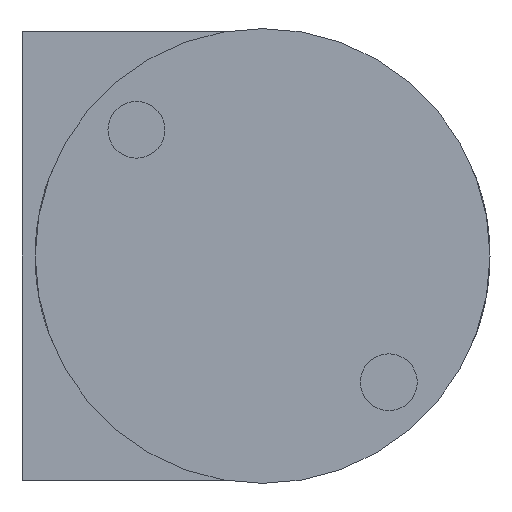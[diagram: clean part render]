
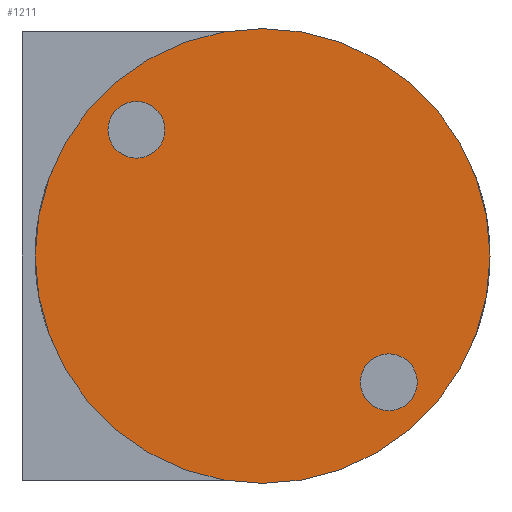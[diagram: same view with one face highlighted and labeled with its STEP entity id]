
A CAD part, front view. The second image highlights one B-rep face of the part: STEP entity #1211.
In plain terms, the highlighted planar face has unit normal (0, -1, 0).
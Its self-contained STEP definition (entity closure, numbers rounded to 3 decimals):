
#3 = DIRECTION ( 'NONE',  ( 0., -1., 0. ) ) ;
#13 = CARTESIAN_POINT ( 'NONE',  ( 0., -23.35, -20. ) ) ;
#21 = AXIS2_PLACEMENT_3D ( 'NONE', #166, #1223, #185 ) ;
#92 = FACE_BOUND ( 'NONE', #241, .T. ) ;
#110 = AXIS2_PLACEMENT_3D ( 'NONE', #153, #419, #1447 ) ;
#153 = CARTESIAN_POINT ( 'NONE',  ( 0., -23.35, 0. ) ) ;
#166 = CARTESIAN_POINT ( 'NONE',  ( -11.1, -23.35, 11.1 ) ) ;
#185 = DIRECTION ( 'NONE',  ( 0., 0., -1. ) ) ;
#241 = EDGE_LOOP ( 'NONE', ( #455, #1715 ) ) ;
#260 = DIRECTION ( 'NONE',  ( 0., 0., 1. ) ) ;
#262 = CIRCLE ( 'NONE', #1349, 2.5 ) ;
#290 = DIRECTION ( 'NONE',  ( 0., 0., 1. ) ) ;
#299 = AXIS2_PLACEMENT_3D ( 'NONE', #1637, #3, #290 ) ;
#342 = CIRCLE ( 'NONE', #110, 20. ) ;
#372 = ORIENTED_EDGE ( 'NONE', *, *, #1584, .F. ) ;
#395 = PLANE ( 'NONE',  #1254 ) ;
#419 = DIRECTION ( 'NONE',  ( 0., 1., 0. ) ) ;
#434 = CARTESIAN_POINT ( 'NONE',  ( 11.1, -23.35, -13.6 ) ) ;
#455 = ORIENTED_EDGE ( 'NONE', *, *, #894, .F. ) ;
#481 = EDGE_LOOP ( 'NONE', ( #850, #1547 ) ) ;
#497 = CARTESIAN_POINT ( 'NONE',  ( 11.1, -23.35, -8.6 ) ) ;
#542 = CIRCLE ( 'NONE', #1224, 2.5 ) ;
#598 = DIRECTION ( 'NONE',  ( 0., 0., 1. ) ) ;
#620 = ORIENTED_EDGE ( 'NONE', *, *, #1720, .F. ) ;
#623 = EDGE_LOOP ( 'NONE', ( #620, #372 ) ) ;
#684 = DIRECTION ( 'NONE',  ( 0., -1., 0. ) ) ;
#708 = DIRECTION ( 'NONE',  ( 0., 1., 0. ) ) ;
#722 = DIRECTION ( 'NONE',  ( 0., 1., 0. ) ) ;
#759 = VERTEX_POINT ( 'NONE', #13 ) ;
#774 = DIRECTION ( 'NONE',  ( 0., -1., 0. ) ) ;
#841 = VERTEX_POINT ( 'NONE', #434 ) ;
#850 = ORIENTED_EDGE ( 'NONE', *, *, #1268, .F. ) ;
#882 = EDGE_CURVE ( 'NONE', #1519, #1360, #1686, .T. ) ;
#888 = CIRCLE ( 'NONE', #299, 2.5 ) ;
#894 = EDGE_CURVE ( 'NONE', #841, #1080, #262, .T. ) ;
#994 = CARTESIAN_POINT ( 'NONE',  ( -11.1, -23.35, 8.6 ) ) ;
#1007 = CARTESIAN_POINT ( 'NONE',  ( 0., -23.35, 0. ) ) ;
#1065 = AXIS2_PLACEMENT_3D ( 'NONE', #1007, #722, #1765 ) ;
#1080 = VERTEX_POINT ( 'NONE', #497 ) ;
#1135 = DIRECTION ( 'NONE',  ( 0., 0., -1. ) ) ;
#1205 = CARTESIAN_POINT ( 'NONE',  ( 11.1, -23.35, -11.1 ) ) ;
#1211 = ADVANCED_FACE ( 'NONE', ( #1267, #92, #1574 ), #395, .F. ) ;
#1223 = DIRECTION ( 'NONE',  ( 0., -1., 0. ) ) ;
#1224 = AXIS2_PLACEMENT_3D ( 'NONE', #1604, #684, #1135 ) ;
#1254 = AXIS2_PLACEMENT_3D ( 'NONE', #1312, #708, #260 ) ;
#1267 = FACE_BOUND ( 'NONE', #481, .T. ) ;
#1268 = EDGE_CURVE ( 'NONE', #1360, #1519, #542, .T. ) ;
#1312 = CARTESIAN_POINT ( 'NONE',  ( 0., -23.35, 0. ) ) ;
#1347 = VERTEX_POINT ( 'NONE', #1837 ) ;
#1349 = AXIS2_PLACEMENT_3D ( 'NONE', #1205, #774, #598 ) ;
#1360 = VERTEX_POINT ( 'NONE', #994 ) ;
#1447 = DIRECTION ( 'NONE',  ( 0., 0., 1. ) ) ;
#1496 = CIRCLE ( 'NONE', #1065, 20. ) ;
#1519 = VERTEX_POINT ( 'NONE', #1770 ) ;
#1547 = ORIENTED_EDGE ( 'NONE', *, *, #882, .F. ) ;
#1553 = EDGE_CURVE ( 'NONE', #1080, #841, #888, .T. ) ;
#1574 = FACE_OUTER_BOUND ( 'NONE', #623, .T. ) ;
#1584 = EDGE_CURVE ( 'NONE', #1347, #759, #342, .T. ) ;
#1604 = CARTESIAN_POINT ( 'NONE',  ( -11.1, -23.35, 11.1 ) ) ;
#1637 = CARTESIAN_POINT ( 'NONE',  ( 11.1, -23.35, -11.1 ) ) ;
#1686 = CIRCLE ( 'NONE', #21, 2.5 ) ;
#1715 = ORIENTED_EDGE ( 'NONE', *, *, #1553, .F. ) ;
#1720 = EDGE_CURVE ( 'NONE', #759, #1347, #1496, .T. ) ;
#1765 = DIRECTION ( 'NONE',  ( 0., 0., 1. ) ) ;
#1770 = CARTESIAN_POINT ( 'NONE',  ( -11.1, -23.35, 13.6 ) ) ;
#1837 = CARTESIAN_POINT ( 'NONE',  ( 0., -23.35, 20. ) ) ;
